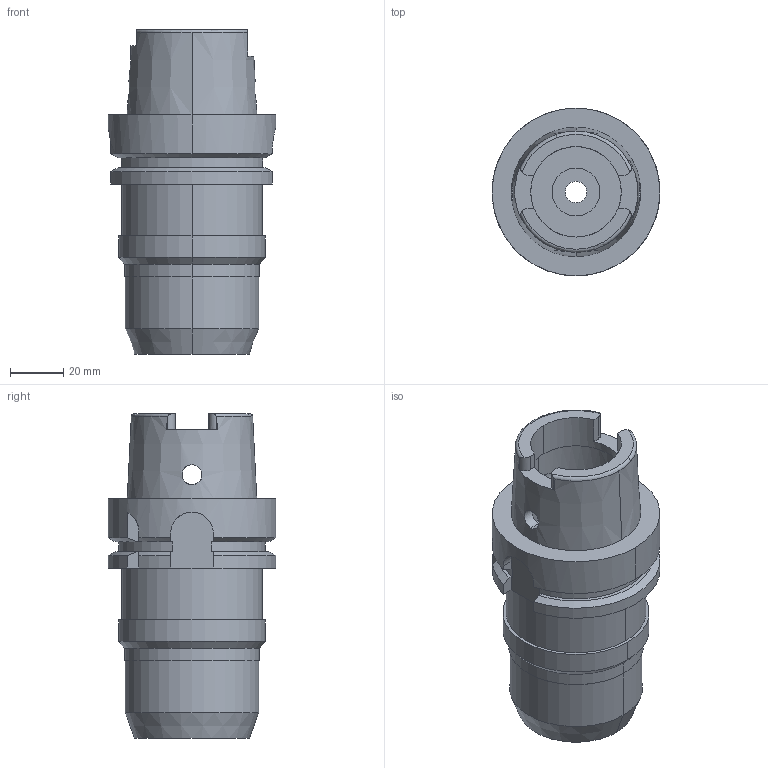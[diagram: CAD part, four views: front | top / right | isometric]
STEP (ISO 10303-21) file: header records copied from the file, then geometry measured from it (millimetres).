
FILE_DESCRIPTION((''),'2;1');
FILE_NAME('HSK-A63-MEGA20D-90A','2017-11-24T',('ykawabe'),(''),'CREO PARAMETRIC BY PTC INC, 2016380','CREO PARAMETRIC BY PTC INC, 2016380','');
FILE_SCHEMA(('AUTOMOTIVE_DESIGN { 1 0 10303 214 1 1 1 1 }'));
Length unit declared in the file: millimetre
Products named in the file (1): HSK-A63-MEGA20D-90A
Bounding box: 63 x 63 x 122 mm (x, y, z)
Volume: 192660.7 mm3; surface area: 36401.5 mm2
Topology: 1 solids, 1 shells, 98 faces, 273 edges, 181 vertices
Faces by surface type: cylinder 41, plane 39, cone 14, torus 4
Entity records: 4372 total; most frequent: CARTESIAN_POINT 859, DIRECTION 550, ORIENTED_EDGE 546, PRESENTATION_STYLE_ASSIGNMENT 278, STYLED_ITEM 278, CURVE_STYLE 277, EDGE_CURVE 273, AXIS2_PLACEMENT_3D 214
